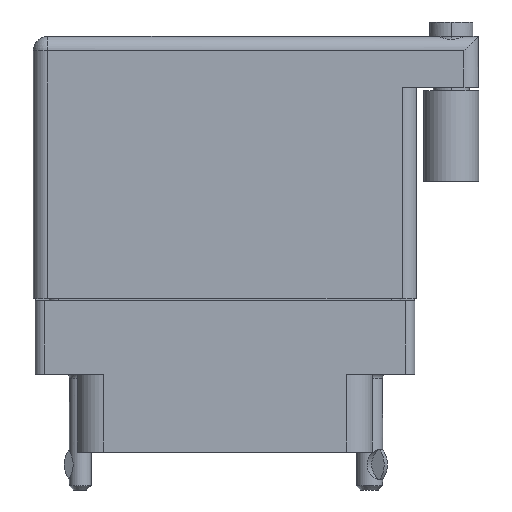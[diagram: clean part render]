
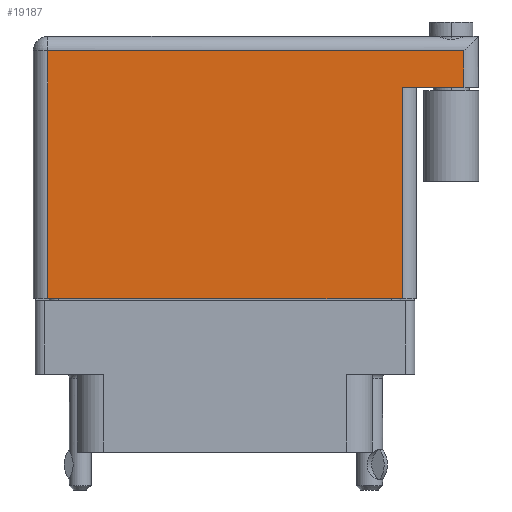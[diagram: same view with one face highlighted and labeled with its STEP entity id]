
A CAD part, front view. The second image highlights one B-rep face of the part: STEP entity #19187.
In plain terms, the highlighted face is planar.
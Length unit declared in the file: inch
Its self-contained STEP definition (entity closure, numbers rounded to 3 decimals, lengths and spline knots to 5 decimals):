
#330 = DIRECTION ( 'NONE',  ( 0., 0., -1. ) ) ;
#995 = DIRECTION ( 'NONE',  ( -1., 0., 0. ) ) ;
#1185 = EDGE_LOOP ( 'NONE', ( #14287, #27321, #5072, #28747, #2872, #4181 ) ) ;
#1995 = CARTESIAN_POINT ( 'NONE',  ( -0.6625, -0.1, 0.3575 ) ) ;
#2654 = VERTEX_POINT ( 'NONE', #17203 ) ;
#2872 = ORIENTED_EDGE ( 'NONE', *, *, #3416, .T. ) ;
#3416 = EDGE_CURVE ( 'NONE', #25771, #11453, #31352, .T. ) ;
#4181 = ORIENTED_EDGE ( 'NONE', *, *, #38124, .T. ) ;
#5072 = ORIENTED_EDGE ( 'NONE', *, *, #38878, .F. ) ;
#6013 = LINE ( 'NONE', #30485, #21459 ) ;
#6122 = CARTESIAN_POINT ( 'NONE',  ( 0.8265, 0.806, 0.3575 ) ) ;
#7043 = DIRECTION ( 'NONE',  ( 0., -1., 0. ) ) ;
#7198 = VECTOR ( 'NONE', #14063, 39.37008 ) ;
#8072 = DIRECTION ( 'NONE',  ( 1., 0., 0. ) ) ;
#8290 = CARTESIAN_POINT ( 'NONE',  ( 0.6125, 0.631, 0.3575 ) ) ;
#8718 = AXIS2_PLACEMENT_3D ( 'NONE', #37308, #330, #995 ) ;
#9784 = PLANE ( 'NONE',  #8718 ) ;
#10957 = CARTESIAN_POINT ( 'NONE',  ( -0.6625, 0.756, 0.3575 ) ) ;
#11453 = VERTEX_POINT ( 'NONE', #31608 ) ;
#13206 = VECTOR ( 'NONE', #27669, 39.37008 ) ;
#14063 = DIRECTION ( 'NONE',  ( -1., 0., 0. ) ) ;
#14287 = ORIENTED_EDGE ( 'NONE', *, *, #39423, .T. ) ;
#17203 = CARTESIAN_POINT ( 'NONE',  ( 0.6125, -0.1, 0.3575 ) ) ;
#18359 = DIRECTION ( 'NONE',  ( -1., 0., 0. ) ) ;
#18783 = CARTESIAN_POINT ( 'NONE',  ( 0.6125, 0.631, 0.3575 ) ) ;
#19187 = ADVANCED_FACE ( 'NONE', ( #19375 ), #9784, .F. ) ;
#19375 = FACE_OUTER_BOUND ( 'NONE', #1185, .T. ) ;
#19597 = LINE ( 'NONE', #1995, #30693 ) ;
#19916 = CARTESIAN_POINT ( 'NONE',  ( 0.8265, 0.756, 0.3575 ) ) ;
#21379 = LINE ( 'NONE', #6122, #13206 ) ;
#21459 = VECTOR ( 'NONE', #18359, 39.37008 ) ;
#21537 = LINE ( 'NONE', #29151, #27787 ) ;
#22992 = VERTEX_POINT ( 'NONE', #26156 ) ;
#23630 = DIRECTION ( 'NONE',  ( 0., 1., 0. ) ) ;
#25771 = VERTEX_POINT ( 'NONE', #19916 ) ;
#26156 = CARTESIAN_POINT ( 'NONE',  ( -0.6125, -0.1, 0.3575 ) ) ;
#27321 = ORIENTED_EDGE ( 'NONE', *, *, #34511, .T. ) ;
#27541 = LINE ( 'NONE', #8290, #29056 ) ;
#27669 = DIRECTION ( 'NONE',  ( 0., 1., 0. ) ) ;
#27774 = EDGE_CURVE ( 'NONE', #32117, #25771, #21379, .T. ) ;
#27787 = VECTOR ( 'NONE', #7043, 39.37008 ) ;
#28122 = VERTEX_POINT ( 'NONE', #18783 ) ;
#28747 = ORIENTED_EDGE ( 'NONE', *, *, #27774, .T. ) ;
#29056 = VECTOR ( 'NONE', #23630, 39.37008 ) ;
#29151 = CARTESIAN_POINT ( 'NONE',  ( -0.6125, -0.1, 0.3575 ) ) ;
#30485 = CARTESIAN_POINT ( 'NONE',  ( 0.8765, 0.631, 0.3575 ) ) ;
#30693 = VECTOR ( 'NONE', #8072, 39.37008 ) ;
#30948 = CARTESIAN_POINT ( 'NONE',  ( 0.8265, 0.631, 0.3575 ) ) ;
#31352 = LINE ( 'NONE', #10957, #7198 ) ;
#31608 = CARTESIAN_POINT ( 'NONE',  ( -0.6125, 0.756, 0.3575 ) ) ;
#32117 = VERTEX_POINT ( 'NONE', #30948 ) ;
#34511 = EDGE_CURVE ( 'NONE', #2654, #28122, #27541, .T. ) ;
#37308 = CARTESIAN_POINT ( 'NONE',  ( -0.6625, 0.806, 0.3575 ) ) ;
#38124 = EDGE_CURVE ( 'NONE', #11453, #22992, #21537, .T. ) ;
#38878 = EDGE_CURVE ( 'NONE', #32117, #28122, #6013, .T. ) ;
#39423 = EDGE_CURVE ( 'NONE', #22992, #2654, #19597, .T. ) ;
